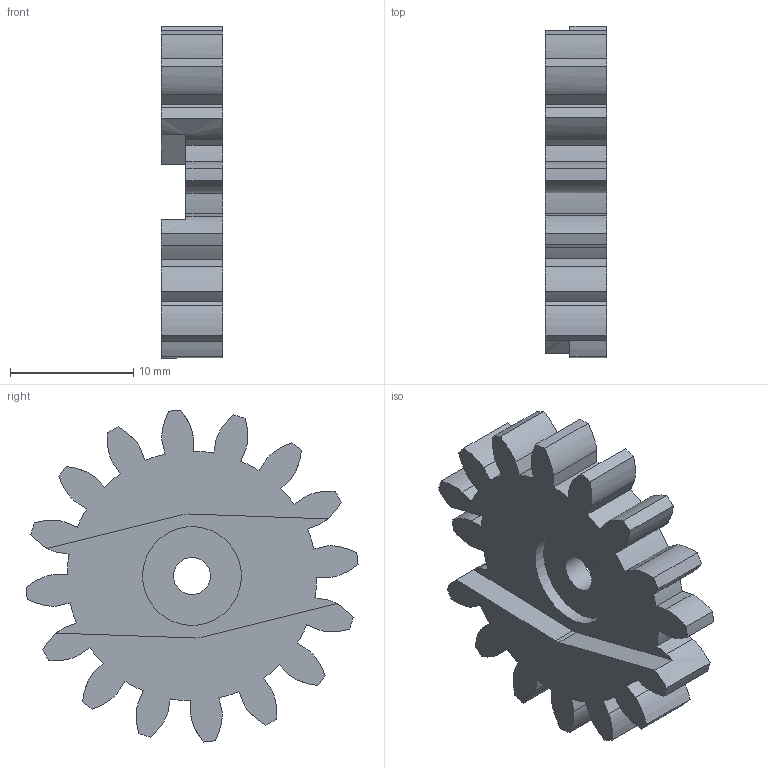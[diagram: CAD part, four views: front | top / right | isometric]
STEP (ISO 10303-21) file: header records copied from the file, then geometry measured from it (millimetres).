
FILE_DESCRIPTION(/* description */ (''),/* implementation_level */ '2;1');
FILE_NAME(/* name */ 'Drive Gear.step',/* time_stamp */ '2020-06-18T15:15:51-04:00',/* author */ (''),/* organization */ (''),/* preprocessor_version */ 'ST-DEVELOPER v18.1',/* originating_system */ 'Autodesk Translation Framework v9.3.0.1241',/* authorisation */ '');
FILE_SCHEMA (('AUTOMOTIVE_DESIGN { 1 0 10303 214 3 1 1 }'));
Length unit declared in the file: millimetre
Products named in the file (4): Base; Servo Assembly; Drive Gear; Healical Gear (16R@0.00 m=1.5)
Assembly tree (3 placements, depth 4):
  Base
    Servo Assembly
      Drive Gear
        Healical Gear (16R@0.00 m=1.5)
Bounding box: 5 x 26.94 x 26.94 mm (x, y, z)
Volume: 1741.7 mm3; surface area: 1726.8 mm2
Topology: 1 solids, 1 shells, 109 faces, 318 edges, 212 vertices
Faces by surface type: plane 41, cylinder 36, bspline 32
Full cylindrical faces by diameter (mm): 3 x1, 8 x1
Entity records: 9628 total; most frequent: CARTESIAN_POINT 6851, ORIENTED_EDGE 636, DIRECTION 488, EDGE_CURVE 318, VERTEX_POINT 212, LINE 174, VECTOR 174, AXIS2_PLACEMENT_3D 157
